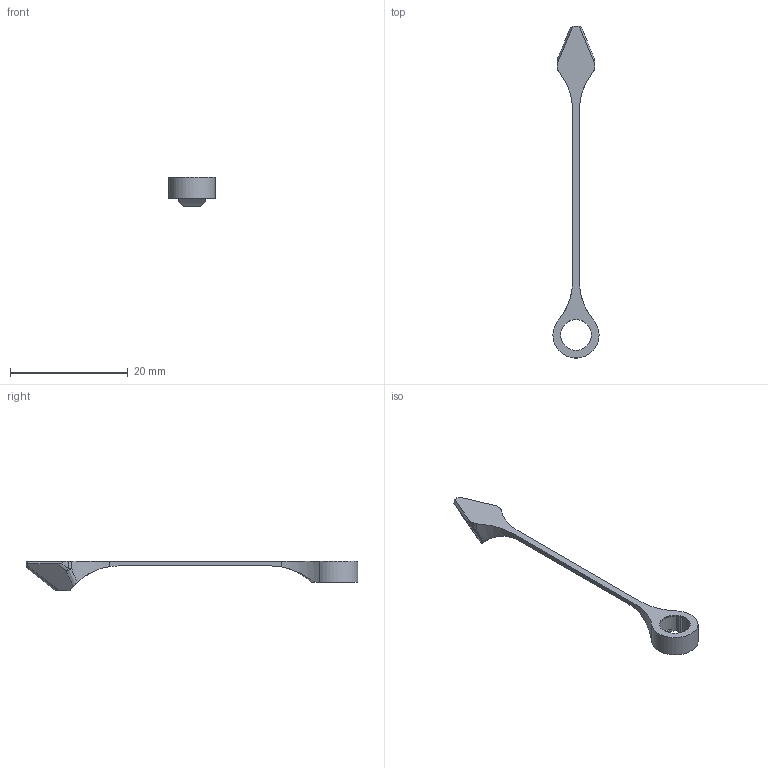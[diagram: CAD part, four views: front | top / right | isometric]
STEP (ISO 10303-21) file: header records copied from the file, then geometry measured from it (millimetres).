
FILE_DESCRIPTION(/* description */ (''),/* implementation_level */ '2;1');
FILE_NAME(/* name */ 'Stem_Long v2.step',/* time_stamp */ '2024-01-07T12:59:50-08:00',/* author */ (''),/* organization */ (''),/* preprocessor_version */ 'ST-DEVELOPER v20',/* originating_system */ 'Autodesk Translation Framework v12.14.0.127',/* authorisation */ '');
FILE_SCHEMA (('AUTOMOTIVE_DESIGN { 1 0 10303 214 3 1 1 }'));
Length unit declared in the file: millimetre
Products named in the file (1): Stem_Long
Bounding box: 7.85 x 56.41 x 5 mm (x, y, z)
Volume: 275.5 mm3; surface area: 555.3 mm2
Topology: 1 solids, 1 shells, 49 faces, 130 edges, 84 vertices
Faces by surface type: plane 25, cylinder 19, sphere 2, bspline 2, torus 1
Full cylindrical faces by diameter (mm): 5.25 x1
Entity records: 1704 total; most frequent: CARTESIAN_POINT 423, DIRECTION 269, ORIENTED_EDGE 260, EDGE_CURVE 130, AXIS2_PLACEMENT_3D 100, VERTEX_POINT 84, LINE 69, VECTOR 69
